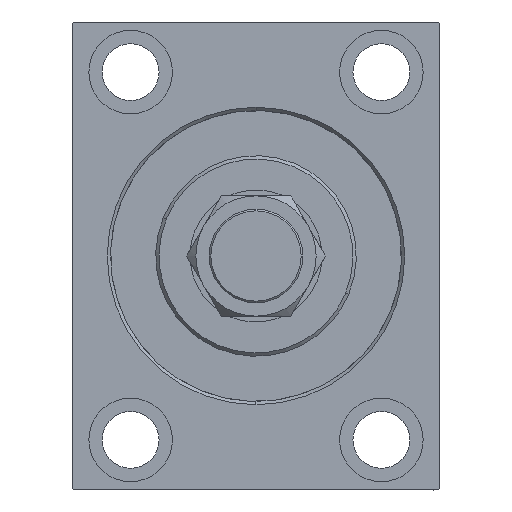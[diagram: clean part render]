
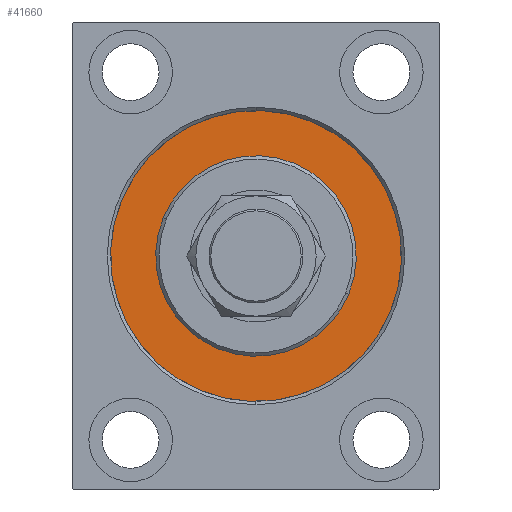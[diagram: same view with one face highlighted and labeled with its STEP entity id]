
A CAD part, left-side view. The second image highlights one B-rep face of the part: STEP entity #41660.
In plain terms, the highlighted face is planar.
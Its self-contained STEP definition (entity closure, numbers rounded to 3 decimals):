
#763 = EDGE_CURVE ( 'NONE', #25379, #11406, #32311, .T. ) ;
#2231 = AXIS2_PLACEMENT_3D ( 'NONE', #5159, #22528, #22765 ) ;
#2726 = CARTESIAN_POINT ( 'NONE',  ( 0., 0., 43.5 ) ) ;
#3267 = VERTEX_POINT ( 'NONE', #21126 ) ;
#3353 = CARTESIAN_POINT ( 'NONE',  ( 0., 0., -43.5 ) ) ;
#4951 = DIRECTION ( 'NONE',  ( 1., 0., 0. ) ) ;
#5159 = CARTESIAN_POINT ( 'NONE',  ( 0., 0., 0. ) ) ;
#5220 = CARTESIAN_POINT ( 'NONE',  ( 0., 0., 30. ) ) ;
#6888 = ORIENTED_EDGE ( 'NONE', *, *, #763, .F. ) ;
#9487 = AXIS2_PLACEMENT_3D ( 'NONE', #45980, #16907, #38940 ) ;
#9898 = DIRECTION ( 'NONE',  ( -1., 0., 0. ) ) ;
#10662 = AXIS2_PLACEMENT_3D ( 'NONE', #29482, #33227, #40495 ) ;
#11406 = VERTEX_POINT ( 'NONE', #2726 ) ;
#14463 = ORIENTED_EDGE ( 'NONE', *, *, #21805, .F. ) ;
#16907 = DIRECTION ( 'NONE',  ( 1., 0., 0. ) ) ;
#17650 = CARTESIAN_POINT ( 'NONE',  ( 0., 0., 0. ) ) ;
#21126 = CARTESIAN_POINT ( 'NONE',  ( 0., 0., -30. ) ) ;
#21805 = EDGE_CURVE ( 'NONE', #3267, #39348, #23801, .T. ) ;
#21857 = DIRECTION ( 'NONE',  ( 0., 0., -1. ) ) ;
#22460 = CIRCLE ( 'NONE', #2231, 43.5 ) ;
#22528 = DIRECTION ( 'NONE',  ( -1., 0., 0. ) ) ;
#22765 = DIRECTION ( 'NONE',  ( 0., 0., 1. ) ) ;
#23801 = CIRCLE ( 'NONE', #35778, 30. ) ;
#23823 = EDGE_CURVE ( 'NONE', #39348, #3267, #32002, .T. ) ;
#25379 = VERTEX_POINT ( 'NONE', #3353 ) ;
#29482 = CARTESIAN_POINT ( 'NONE',  ( 0., 0., 0. ) ) ;
#29935 = ORIENTED_EDGE ( 'NONE', *, *, #23823, .F. ) ;
#32002 = CIRCLE ( 'NONE', #9487, 30. ) ;
#32311 = CIRCLE ( 'NONE', #45026, 43.5 ) ;
#33227 = DIRECTION ( 'NONE',  ( -1., 0., 0. ) ) ;
#33681 = FACE_OUTER_BOUND ( 'NONE', #39568, .T. ) ;
#35284 = EDGE_CURVE ( 'NONE', #11406, #25379, #22460, .T. ) ;
#35778 = AXIS2_PLACEMENT_3D ( 'NONE', #43205, #4951, #21857 ) ;
#36283 = FACE_BOUND ( 'NONE', #42731, .T. ) ;
#36742 = PLANE ( 'NONE',  #10662 ) ;
#38940 = DIRECTION ( 'NONE',  ( 0., 0., -1. ) ) ;
#39348 = VERTEX_POINT ( 'NONE', #5220 ) ;
#39568 = EDGE_LOOP ( 'NONE', ( #6888, #39715 ) ) ;
#39715 = ORIENTED_EDGE ( 'NONE', *, *, #35284, .F. ) ;
#40495 = DIRECTION ( 'NONE',  ( 0., 0., 1. ) ) ;
#41660 = ADVANCED_FACE ( 'NONE', ( #36283, #33681 ), #36742, .F. ) ;
#42731 = EDGE_LOOP ( 'NONE', ( #29935, #14463 ) ) ;
#42739 = DIRECTION ( 'NONE',  ( 0., 0., 1. ) ) ;
#43205 = CARTESIAN_POINT ( 'NONE',  ( 0., 0., 0. ) ) ;
#45026 = AXIS2_PLACEMENT_3D ( 'NONE', #17650, #9898, #42739 ) ;
#45980 = CARTESIAN_POINT ( 'NONE',  ( 0., 0., 0. ) ) ;
